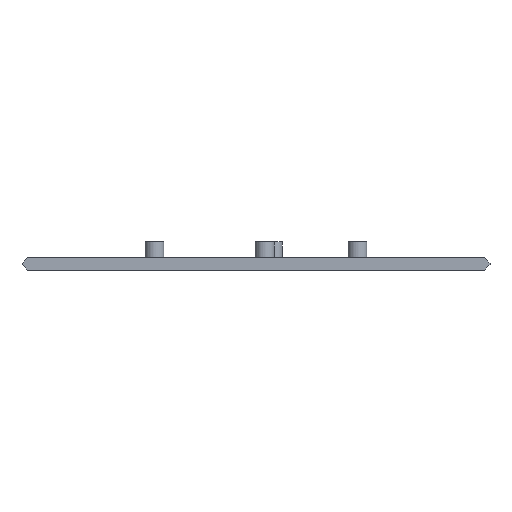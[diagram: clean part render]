
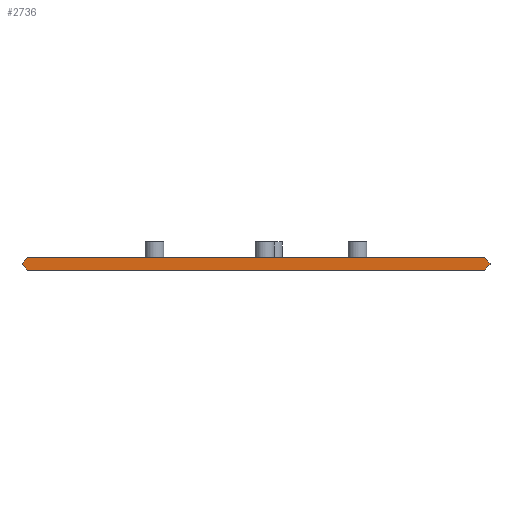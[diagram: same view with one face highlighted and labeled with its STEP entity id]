
A CAD part, front view. The second image highlights one B-rep face of the part: STEP entity #2736.
In plain terms, the highlighted planar face has unit normal (0, -1, 0).
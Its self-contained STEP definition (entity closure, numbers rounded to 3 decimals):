
#108=FACE_OUTER_BOUND('',#276,.T.);
#276=EDGE_LOOP('',(#1962,#1963,#1964,#1965,#1966,#1967,#1968,#1969));
#448=LINE('',#3775,#814);
#451=LINE('',#3780,#817);
#453=LINE('',#3784,#819);
#455=LINE('',#3788,#821);
#566=LINE('',#4025,#932);
#567=LINE('',#4027,#933);
#568=LINE('',#4029,#934);
#569=LINE('',#4030,#935);
#814=VECTOR('',#3068,10.);
#817=VECTOR('',#3073,10.);
#819=VECTOR('',#3077,10.);
#821=VECTOR('',#3081,10.);
#932=VECTOR('',#3208,10.);
#933=VECTOR('',#3209,10.);
#934=VECTOR('',#3210,10.);
#935=VECTOR('',#3211,10.);
#1179=VERTEX_POINT('',#3772);
#1180=VERTEX_POINT('',#3774);
#1181=VERTEX_POINT('',#3778);
#1182=VERTEX_POINT('',#3782);
#1183=VERTEX_POINT('',#3786);
#1301=VERTEX_POINT('',#4024);
#1302=VERTEX_POINT('',#4026);
#1303=VERTEX_POINT('',#4028);
#1440=EDGE_CURVE('',#1179,#1180,#448,.T.);
#1443=EDGE_CURVE('',#1181,#1179,#451,.T.);
#1445=EDGE_CURVE('',#1182,#1181,#453,.T.);
#1447=EDGE_CURVE('',#1183,#1182,#455,.T.);
#1565=EDGE_CURVE('',#1301,#1183,#566,.T.);
#1566=EDGE_CURVE('',#1302,#1301,#567,.T.);
#1567=EDGE_CURVE('',#1303,#1302,#568,.T.);
#1568=EDGE_CURVE('',#1180,#1303,#569,.T.);
#1962=ORIENTED_EDGE('',*,*,#1447,.F.);
#1963=ORIENTED_EDGE('',*,*,#1565,.F.);
#1964=ORIENTED_EDGE('',*,*,#1566,.F.);
#1965=ORIENTED_EDGE('',*,*,#1567,.F.);
#1966=ORIENTED_EDGE('',*,*,#1568,.F.);
#1967=ORIENTED_EDGE('',*,*,#1440,.F.);
#1968=ORIENTED_EDGE('',*,*,#1443,.F.);
#1969=ORIENTED_EDGE('',*,*,#1445,.F.);
#2606=PLANE('',#2899);
#2736=ADVANCED_FACE('',(#108),#2606,.F.);
#2899=AXIS2_PLACEMENT_3D('',#4023,#3206,#3207);
#3068=DIRECTION('',(-0.707,0.,-0.707));
#3073=DIRECTION('',(0.,0.,-1.));
#3077=DIRECTION('',(0.707,0.,-0.707));
#3081=DIRECTION('',(1.,0.,0.));
#3206=DIRECTION('center_axis',(0.,1.,0.));
#3207=DIRECTION('ref_axis',(0.,0.,1.));
#3208=DIRECTION('',(0.707,0.,0.707));
#3209=DIRECTION('',(0.,0.,1.));
#3210=DIRECTION('',(-0.707,0.,0.707));
#3211=DIRECTION('',(-1.,0.,0.));
#3772=CARTESIAN_POINT('',(74.3,-8.,-0.2));
#3774=CARTESIAN_POINT('',(72.5,-8.,-2.));
#3775=CARTESIAN_POINT('',(55.775,-8.,-18.725));
#3778=CARTESIAN_POINT('',(74.3,-8.,0.2));
#3780=CARTESIAN_POINT('',(74.3,-8.,0.1));
#3782=CARTESIAN_POINT('',(72.5,-8.,2.));
#3784=CARTESIAN_POINT('',(54.875,-8.,19.625));
#3786=CARTESIAN_POINT('',(-72.5,-8.,2.));
#3788=CARTESIAN_POINT('',(-36.25,-8.,2.));
#4023=CARTESIAN_POINT('Origin',(0.,-8.,0.));
#4024=CARTESIAN_POINT('',(-74.3,-8.,0.2));
#4025=CARTESIAN_POINT('',(-55.775,-8.,18.725));
#4026=CARTESIAN_POINT('',(-74.3,-8.,-0.2));
#4027=CARTESIAN_POINT('',(-74.3,-8.,-0.1));
#4028=CARTESIAN_POINT('',(-72.5,-8.,-2.));
#4029=CARTESIAN_POINT('',(-54.875,-8.,-19.625));
#4030=CARTESIAN_POINT('',(36.25,-8.,-2.));
